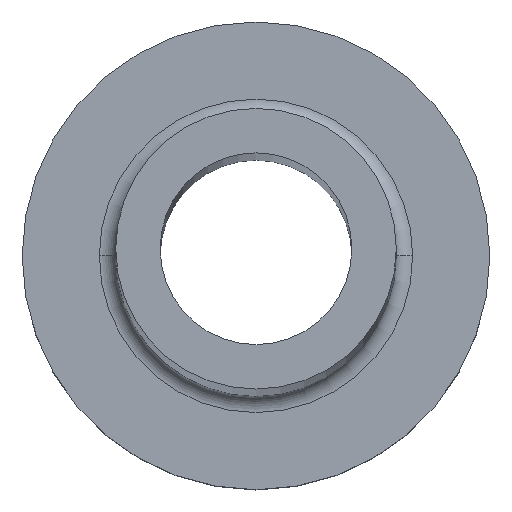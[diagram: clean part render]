
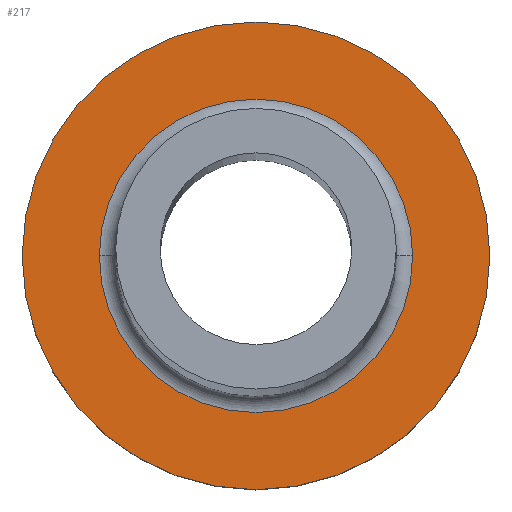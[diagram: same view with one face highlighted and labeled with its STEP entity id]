
A CAD part, top view. The second image highlights one B-rep face of the part: STEP entity #217.
In plain terms, the highlighted planar face has unit normal (0, 0, 1).
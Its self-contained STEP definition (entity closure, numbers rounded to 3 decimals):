
#4 = CIRCLE ( 'NONE', #117, 10. ) ;
#6 = DIRECTION ( 'NONE',  ( 0., 0., -1. ) ) ;
#12 = ORIENTED_EDGE ( 'NONE', *, *, #272, .T. ) ;
#31 = DIRECTION ( 'NONE',  ( 1., 0., 0. ) ) ;
#52 = DIRECTION ( 'NONE',  ( 1., 0., 0. ) ) ;
#56 = CARTESIAN_POINT ( 'NONE',  ( 0., 0., 7. ) ) ;
#66 = EDGE_CURVE ( 'NONE', #144, #345, #246, .T. ) ;
#81 = CARTESIAN_POINT ( 'NONE',  ( 10., 0., 7. ) ) ;
#99 = DIRECTION ( 'NONE',  ( 1., 0., 0. ) ) ;
#108 = AXIS2_PLACEMENT_3D ( 'NONE', #113, #329, #31 ) ;
#113 = CARTESIAN_POINT ( 'NONE',  ( 0., 0., 7. ) ) ;
#117 = AXIS2_PLACEMENT_3D ( 'NONE', #189, #302, #99 ) ;
#128 = VERTEX_POINT ( 'NONE', #264 ) ;
#131 = EDGE_CURVE ( 'NONE', #128, #301, #155, .T. ) ;
#137 = CARTESIAN_POINT ( 'NONE',  ( 0., 0., 7. ) ) ;
#141 = EDGE_LOOP ( 'NONE', ( #158, #12 ) ) ;
#144 = VERTEX_POINT ( 'NONE', #209 ) ;
#155 = CIRCLE ( 'NONE', #108, 6.7 ) ;
#158 = ORIENTED_EDGE ( 'NONE', *, *, #66, .T. ) ;
#159 = CIRCLE ( 'NONE', #374, 6.7 ) ;
#185 = EDGE_CURVE ( 'NONE', #301, #128, #159, .T. ) ;
#186 = CARTESIAN_POINT ( 'NONE',  ( 0., 0., 7. ) ) ;
#189 = CARTESIAN_POINT ( 'NONE',  ( 0., 0., 7. ) ) ;
#191 = AXIS2_PLACEMENT_3D ( 'NONE', #186, #232, #228 ) ;
#209 = CARTESIAN_POINT ( 'NONE',  ( -10., 0., 7. ) ) ;
#217 = ADVANCED_FACE ( 'NONE', ( #304, #364 ), #273, .T. ) ;
#228 = DIRECTION ( 'NONE',  ( 1., 0., 0. ) ) ;
#232 = DIRECTION ( 'NONE',  ( 0., 0., 1. ) ) ;
#237 = DIRECTION ( 'NONE',  ( 1., 0., 0. ) ) ;
#246 = CIRCLE ( 'NONE', #286, 10. ) ;
#252 = CARTESIAN_POINT ( 'NONE',  ( -6.7, 0., 7. ) ) ;
#257 = DIRECTION ( 'NONE',  ( 0., 0., 1. ) ) ;
#264 = CARTESIAN_POINT ( 'NONE',  ( 6.7, 0., 7. ) ) ;
#272 = EDGE_CURVE ( 'NONE', #345, #144, #4, .T. ) ;
#273 = PLANE ( 'NONE',  #191 ) ;
#286 = AXIS2_PLACEMENT_3D ( 'NONE', #137, #257, #237 ) ;
#301 = VERTEX_POINT ( 'NONE', #252 ) ;
#302 = DIRECTION ( 'NONE',  ( 0., 0., 1. ) ) ;
#304 = FACE_BOUND ( 'NONE', #347, .T. ) ;
#308 = ORIENTED_EDGE ( 'NONE', *, *, #131, .T. ) ;
#329 = DIRECTION ( 'NONE',  ( 0., 0., -1. ) ) ;
#345 = VERTEX_POINT ( 'NONE', #81 ) ;
#347 = EDGE_LOOP ( 'NONE', ( #308, #365 ) ) ;
#364 = FACE_OUTER_BOUND ( 'NONE', #141, .T. ) ;
#365 = ORIENTED_EDGE ( 'NONE', *, *, #185, .T. ) ;
#374 = AXIS2_PLACEMENT_3D ( 'NONE', #56, #6, #52 ) ;
